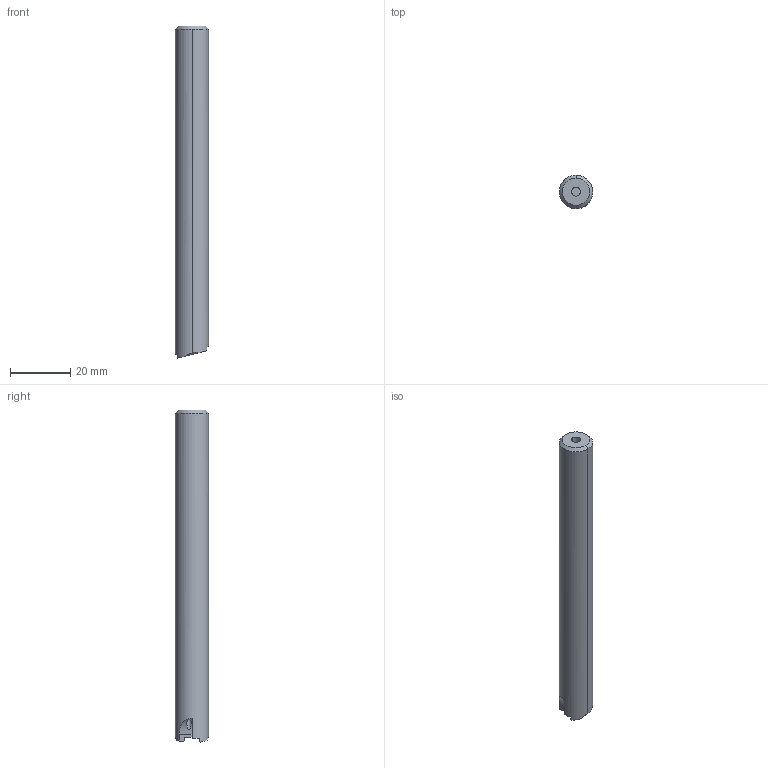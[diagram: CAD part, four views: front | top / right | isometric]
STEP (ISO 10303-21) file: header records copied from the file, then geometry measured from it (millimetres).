
FILE_DESCRIPTION(('no description'),'unknown implementation level');
FILE_NAME('EBBC7969-CF6B-4053-B147-3B13AE514714_export.stp',' ',('CIMSOURCE GmbH'),('CADClick - KiM GmbH - www.kimweb.de'),'unknown preprocess','ACIS','unknown authorization');
FILE_SCHEMA(('automotive_design'));
Length unit declared in the file: millimetre
Products named in the file (1): Fase2
Bounding box: 11 x 11 x 109.82 mm (x, y, z)
Volume: 9444.2 mm3; surface area: 4956.8 mm2
Topology: 1 solids, 1 shells, 42 faces, 102 edges, 63 vertices
Faces by surface type: cylinder 18, plane 16, cone 8
Entity records: 2480 total; most frequent: CARTESIAN_POINT 379, STYLED_ITEM 204, PRESENTATION_STYLE_ASSIGNMENT 204, COLOUR_RGB 204, ORIENTED_EDGE 196, DIRECTION 193, EDGE_CURVE 98, CURVE_STYLE 98
